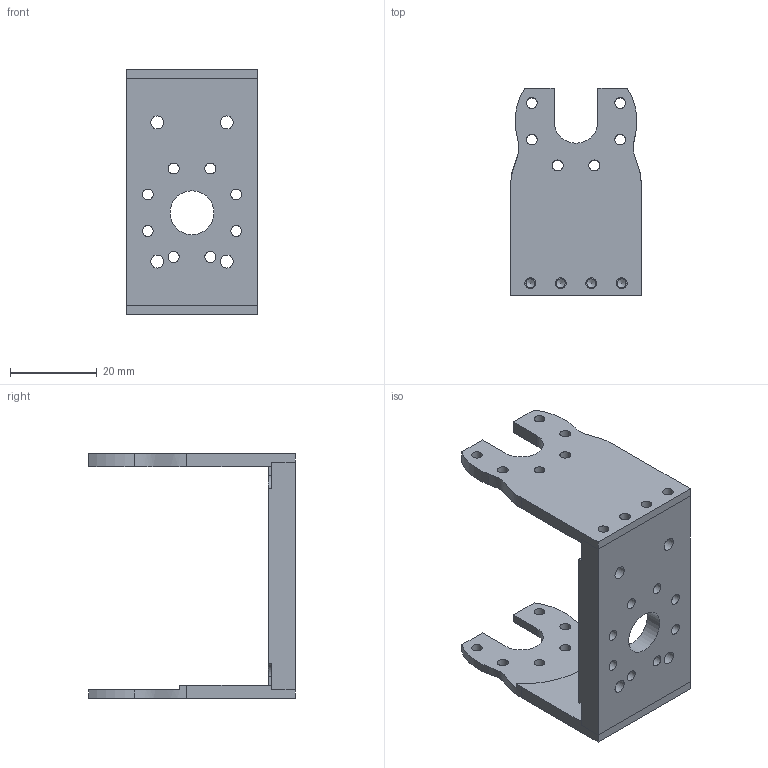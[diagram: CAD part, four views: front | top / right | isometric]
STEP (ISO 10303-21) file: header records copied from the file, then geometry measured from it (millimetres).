
FILE_DESCRIPTION(/* description */ (''),/* implementation_level */ '2;1');
FILE_NAME(/* name */ 'new_u64_2.stp',/* time_stamp */ '2019-05-04T20:21:34+03:00',/* author */ ('User'),/* organization */ (''),/* preprocessor_version */ 'ST-DEVELOPER v16.13',/* originating_system */ 'Autodesk Inventor 2018',/* authorisation */ '');
FILE_SCHEMA (('AUTOMOTIVE_DESIGN { 1 0 10303 214 3 1 1 }'));
Length unit declared in the file: millimetre
Products named in the file (4): new_u64_2; new_base_u64; test_side_u64; test_side_u64_with_trace
Assembly tree (3 placements, depth 2):
  new_u64_2
    new_base_u64
    test_side_u64
    test_side_u64_with_trace
Bounding box: 30 x 47.55 x 56.34 mm (x, y, z)
Volume: 12883 mm3; surface area: 11208.5 mm2
Topology: 3 solids, 3 shells, 126 faces, 355 edges, 236 vertices
Faces by surface type: cylinder 60, plane 54, cone 8, bspline 4
Full cylindrical faces by diameter (mm): 2.013 x8, 2.5 x28, 3 x4, 10.1 x1
Entity records: 4123 total; most frequent: CARTESIAN_POINT 751, DIRECTION 660, ORIENTED_EDGE 584, EDGE_CURVE 292, AXIS2_PLACEMENT_3D 249, EDGE_LOOP 242, VERTEX_POINT 222, LINE 162
